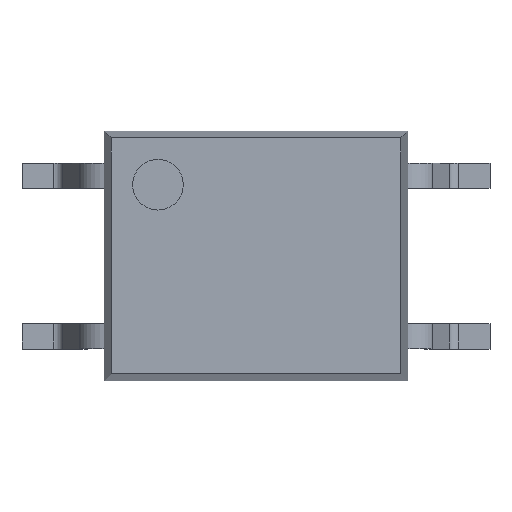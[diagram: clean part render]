
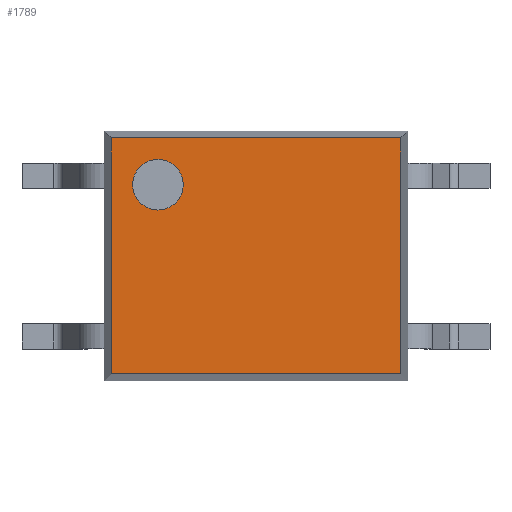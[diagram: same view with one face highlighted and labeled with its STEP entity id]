
A CAD part, top view. The second image highlights one B-rep face of the part: STEP entity #1789.
In plain terms, the highlighted free-form (B-spline) face has degree [1, 1] with [2, 2] control points.
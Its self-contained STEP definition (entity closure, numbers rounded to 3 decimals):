
#1675=CARTESIAN_POINT('',(-1.15,1.125,2.3));
#1676=VERTEX_POINT('',#1675);
#1685=CARTESIAN_POINT('',(-1.95,1.125,2.3));
#1686=VERTEX_POINT('',#1685);
#1687=CARTESIAN_POINT('',(-1.55,1.125,2.3));
#1688=DIRECTION('',(0.0,0.0,-1.0));
#1689=DIRECTION('',(1.0,0.0,0.0));
#1690=AXIS2_PLACEMENT_3D('',#1687,#1688,#1689);
#1691=CIRCLE('',#1690,0.4);
#1692=EDGE_CURVE('',#1686,#1676,#1691,.T.);
#1726=CARTESIAN_POINT('',(-1.55,1.125,2.3));
#1727=DIRECTION('',(0.0,0.0,-1.0));
#1728=DIRECTION('',(1.0,0.0,0.0));
#1729=AXIS2_PLACEMENT_3D('',#1726,#1727,#1728);
#1730=CIRCLE('',#1729,0.4);
#1731=EDGE_CURVE('',#1676,#1686,#1730,.T.);
#1746=CARTESIAN_POINT('',(-2.289,1.865,2.3));
#1747=CARTESIAN_POINT('',(2.289,1.865,2.3));
#1748=CARTESIAN_POINT('',(-2.289,-1.865,2.3));
#1749=CARTESIAN_POINT('',(2.289,-1.865,2.3));
#1750=B_SPLINE_SURFACE_WITH_KNOTS('',1,1,((#1746,#1748),(#1747,#1749)),.UNSPECIFIED.,.F.,.F.,.U.,(2,2),(2,2),(0.0,4.579),(0.0,3.729),.UNSPECIFIED.);
#1751=CARTESIAN_POINT('',(-2.289,1.865,2.3));
#1752=VERTEX_POINT('',#1751);
#1753=CARTESIAN_POINT('',(2.289,1.865,2.3));
#1754=VERTEX_POINT('',#1753);
#1755=CARTESIAN_POINT('',(-2.289,1.865,2.3));
#1756=DIRECTION('',(1.0,0.0,0.0));
#1757=VECTOR('',#1756,4.579);
#1758=LINE('',#1755,#1757);
#1759=EDGE_CURVE('',#1752,#1754,#1758,.T.);
#1760=ORIENTED_EDGE('',*,*,#1759,.F.);
#1761=CARTESIAN_POINT('',(-2.289,-1.865,2.3));
#1762=VERTEX_POINT('',#1761);
#1763=CARTESIAN_POINT('',(-2.289,-1.865,2.3));
#1764=DIRECTION('',(0.0,1.0,0.0));
#1765=VECTOR('',#1764,3.729);
#1766=LINE('',#1763,#1765);
#1767=EDGE_CURVE('',#1762,#1752,#1766,.T.);
#1768=ORIENTED_EDGE('',*,*,#1767,.F.);
#1769=CARTESIAN_POINT('',(2.289,-1.865,2.3));
#1770=VERTEX_POINT('',#1769);
#1771=CARTESIAN_POINT('',(2.289,-1.865,2.3));
#1772=DIRECTION('',(-1.0,0.0,0.0));
#1773=VECTOR('',#1772,4.579);
#1774=LINE('',#1771,#1773);
#1775=EDGE_CURVE('',#1770,#1762,#1774,.T.);
#1776=ORIENTED_EDGE('',*,*,#1775,.F.);
#1777=CARTESIAN_POINT('',(2.289,1.865,2.3));
#1778=DIRECTION('',(0.0,-1.0,0.0));
#1779=VECTOR('',#1778,3.729);
#1780=LINE('',#1777,#1779);
#1781=EDGE_CURVE('',#1754,#1770,#1780,.T.);
#1782=ORIENTED_EDGE('',*,*,#1781,.F.);
#1783=EDGE_LOOP('',(#1760,#1768,#1776,#1782));
#1784=FACE_OUTER_BOUND('',#1783,.T.);
#1785=ORIENTED_EDGE('',*,*,#1731,.T.);
#1786=ORIENTED_EDGE('',*,*,#1692,.T.);
#1787=EDGE_LOOP('',(#1785,#1786));
#1788=FACE_BOUND('',#1787,.T.);
#1789=ADVANCED_FACE('',(#1784,#1788),#1750,.F.);
